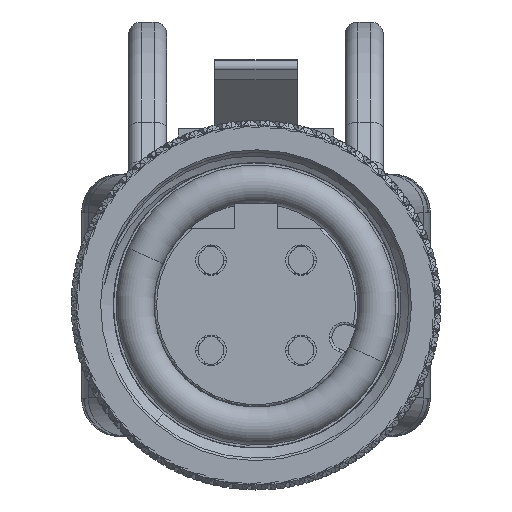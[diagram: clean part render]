
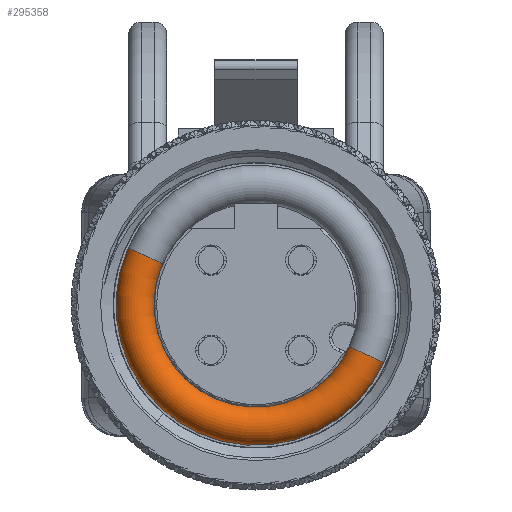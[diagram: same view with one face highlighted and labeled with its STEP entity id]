
A CAD part, left-side view. The second image highlights one B-rep face of the part: STEP entity #295358.
In plain terms, the highlighted toroidal (fillet/blend) face has major radius 4.75 mm and minor radius 0.75 mm.
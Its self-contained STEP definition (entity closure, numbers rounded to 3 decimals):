
#14247 = AXIS2_PLACEMENT_3D ( 'NONE', #75041, #515929, #510761 ) ;
#18201 = CARTESIAN_POINT ( 'NONE',  ( 0., 0., 5.5 ) ) ;
#19057 = EDGE_CURVE ( 'NONE', #466806, #34563, #55743, .T. ) ;
#34563 = VERTEX_POINT ( 'NONE', #318886 ) ;
#41858 = EDGE_CURVE ( 'NONE', #233171, #466806, #102434, .T. ) ;
#55743 = CIRCLE ( 'NONE', #173004, 0.75 ) ;
#61620 = CARTESIAN_POINT ( 'NONE',  ( 0., 0., 0. ) ) ;
#64202 = DIRECTION ( 'NONE',  ( -1., 0., 0. ) ) ;
#70053 = ORIENTED_EDGE ( 'NONE', *, *, #334674, .F. ) ;
#75041 = CARTESIAN_POINT ( 'NONE',  ( 0., 0., 0. ) ) ;
#76609 = DIRECTION ( 'NONE',  ( 0., -1., 0. ) ) ;
#102434 = CIRCLE ( 'NONE', #178071, 5.5 ) ;
#108227 = CARTESIAN_POINT ( 'NONE',  ( 0., 0., 4.75 ) ) ;
#153259 = DIRECTION ( 'NONE',  ( 0., -1., 0. ) ) ;
#173004 = AXIS2_PLACEMENT_3D ( 'NONE', #108227, #76609, #472931 ) ;
#178071 = AXIS2_PLACEMENT_3D ( 'NONE', #61620, #310751, #179717 ) ;
#179717 = DIRECTION ( 'NONE',  ( 0., -1., 0. ) ) ;
#187987 = FACE_OUTER_BOUND ( 'NONE', #290938, .T. ) ;
#212387 = CIRCLE ( 'NONE', #505759, 0.75 ) ;
#233171 = VERTEX_POINT ( 'NONE', #336442 ) ;
#258243 = CARTESIAN_POINT ( 'NONE',  ( 0., 0., -4. ) ) ;
#258418 = CIRCLE ( 'NONE', #501622, 4. ) ;
#288758 = DIRECTION ( 'NONE',  ( 0., 0., 1. ) ) ;
#290938 = EDGE_LOOP ( 'NONE', ( #295298, #372737, #414766, #70053 ) ) ;
#295298 = ORIENTED_EDGE ( 'NONE', *, *, #452026, .F. ) ;
#295358 = ADVANCED_FACE ( 'NONE', ( #187987 ), #390309, .T. ) ;
#310751 = DIRECTION ( 'NONE',  ( -1., 0., 0. ) ) ;
#318886 = CARTESIAN_POINT ( 'NONE',  ( 0., 0., 4. ) ) ;
#334674 = EDGE_CURVE ( 'NONE', #405741, #34563, #258418, .T. ) ;
#336442 = CARTESIAN_POINT ( 'NONE',  ( 0., 0., -5.5 ) ) ;
#372737 = ORIENTED_EDGE ( 'NONE', *, *, #41858, .T. ) ;
#390309 = TOROIDAL_SURFACE ( 'NONE', #14247, 4.75, 0.75 ) ;
#401674 = CARTESIAN_POINT ( 'NONE',  ( 0., 0., -4.75 ) ) ;
#405741 = VERTEX_POINT ( 'NONE', #258243 ) ;
#406851 = DIRECTION ( 'NONE',  ( 0., 1., 0. ) ) ;
#414766 = ORIENTED_EDGE ( 'NONE', *, *, #19057, .T. ) ;
#423694 = CARTESIAN_POINT ( 'NONE',  ( 0., 0., 0. ) ) ;
#452026 = EDGE_CURVE ( 'NONE', #233171, #405741, #212387, .T. ) ;
#466806 = VERTEX_POINT ( 'NONE', #18201 ) ;
#472931 = DIRECTION ( 'NONE',  ( 0., 0., -1. ) ) ;
#501622 = AXIS2_PLACEMENT_3D ( 'NONE', #423694, #64202, #153259 ) ;
#505759 = AXIS2_PLACEMENT_3D ( 'NONE', #401674, #406851, #288758 ) ;
#510761 = DIRECTION ( 'NONE',  ( 0., 0., 1. ) ) ;
#515929 = DIRECTION ( 'NONE',  ( -1., 0., 0. ) ) ;
